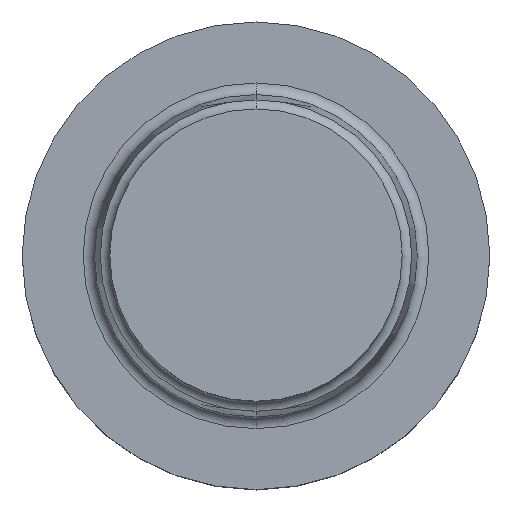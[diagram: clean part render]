
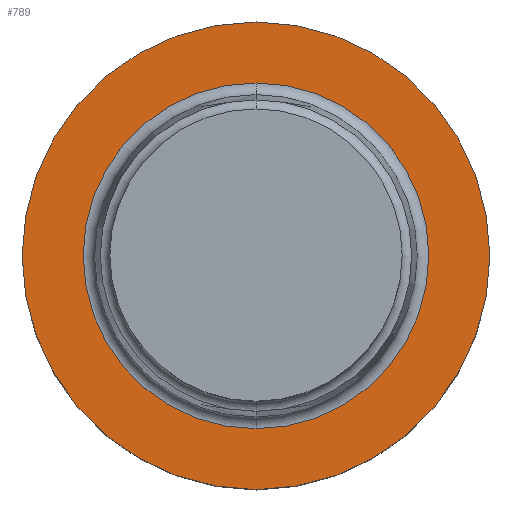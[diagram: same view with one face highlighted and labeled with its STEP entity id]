
A CAD part, top view. The second image highlights one B-rep face of the part: STEP entity #789.
In plain terms, the highlighted face is planar.
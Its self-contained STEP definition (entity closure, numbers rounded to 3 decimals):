
#268=CARTESIAN_POINT('',(0.,0.,0.));
#269=DIRECTION('',(0.,0.,-1.));
#270=DIRECTION('',(0.,1.,0.));
#271=AXIS2_PLACEMENT_3D('',#268,#269,#270);
#290=CARTESIAN_POINT('',(0.,0.,0.));
#291=DIRECTION('',(0.,0.,1.));
#292=DIRECTION('',(0.,1.,0.));
#293=AXIS2_PLACEMENT_3D('',#290,#291,#292);
#298=CARTESIAN_POINT('',(0.,0.,0.));
#299=DIRECTION('',(0.,0.,-1.));
#300=DIRECTION('',(0.,1.,0.));
#301=AXIS2_PLACEMENT_3D('',#298,#299,#300);
#306=CARTESIAN_POINT('',(0.,0.,0.));
#307=DIRECTION('',(0.,0.,1.));
#308=DIRECTION('',(0.,1.,0.));
#309=AXIS2_PLACEMENT_3D('',#306,#307,#308);
#446=CARTESIAN_POINT('',(0.,2.968,0.));
#447=VERTEX_POINT('',#446);
#448=CARTESIAN_POINT('',(0.,4.015,0.));
#450=VERTEX_POINT('',#448);
#476=CARTESIAN_POINT('',(0.,-2.968,0.));
#477=VERTEX_POINT('',#476);
#478=CARTESIAN_POINT('',(0.,-4.015,0.));
#480=VERTEX_POINT('',#478);
#774=CARTESIAN_POINT('',(0.,0.,0.));
#775=DIRECTION('',(0.,0.,-1.));
#776=DIRECTION('',(0.,-1.,0.));
#777=AXIS2_PLACEMENT_3D('',#774,#775,#776);
#778=PLANE('',#777);
#779=ORIENTED_EDGE('',*,*,#769,.T.);
#780=ORIENTED_EDGE('',*,*,#753,.F.);
#781=EDGE_LOOP('',(#779,#780));
#782=FACE_OUTER_BOUND('',#781,.F.);
#784=ORIENTED_EDGE('',*,*,#783,.T.);
#786=ORIENTED_EDGE('',*,*,#785,.F.);
#787=EDGE_LOOP('',(#784,#786));
#788=FACE_BOUND('',#787,.F.);
#789=ADVANCED_FACE('',(#782,#788),#778,.T.);
#272=CIRCLE('',#271,4.015);
#294=CIRCLE('',#293,4.015);
#302=CIRCLE('',#301,2.968);
#310=CIRCLE('',#309,2.968);
#753=EDGE_CURVE('',#450,#480,#272,.T.);
#769=EDGE_CURVE('',#450,#480,#294,.T.);
#783=EDGE_CURVE('',#447,#477,#302,.T.);
#785=EDGE_CURVE('',#447,#477,#310,.T.);
